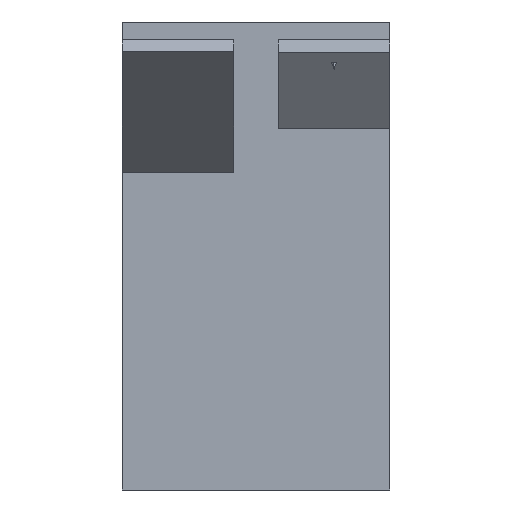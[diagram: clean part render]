
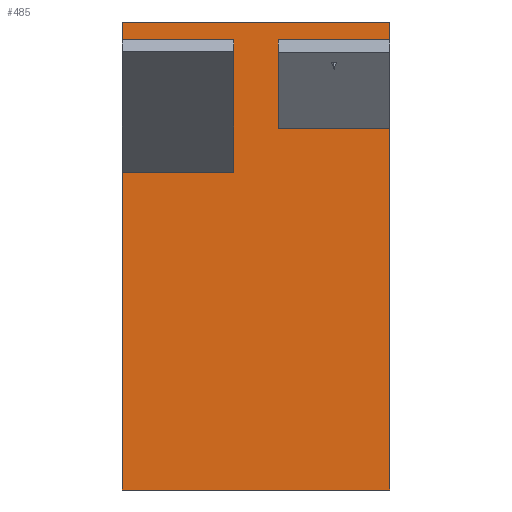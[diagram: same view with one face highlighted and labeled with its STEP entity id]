
A CAD part, left-side view. The second image highlights one B-rep face of the part: STEP entity #485.
In plain terms, the highlighted planar face has unit normal (-1, 0, 0).
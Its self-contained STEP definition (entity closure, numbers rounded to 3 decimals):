
#254=CARTESIAN_POINT('Vertex',(0.,0.,52.5)) ;
#275=CARTESIAN_POINT('Vertex',(0.,30.,52.5)) ;
#278=CARTESIAN_POINT('Line Origine',(0.,15.,52.5)) ;
#298=CARTESIAN_POINT('Line Origine',(0.,0.,47.317)) ;
#302=CARTESIAN_POINT('Vertex',(0.,0.,42.133)) ;
#323=CARTESIAN_POINT('Vertex',(0.,0.,40.537)) ;
#326=CARTESIAN_POINT('Line Origine',(0.,0.,20.269)) ;
#330=CARTESIAN_POINT('Vertex',(0.,0.,0.)) ;
#407=CARTESIAN_POINT('Axis2P3D Location',(0.,30.,0.)) ;
#412=CARTESIAN_POINT('Line Origine',(0.,12.5,41.335)) ;
#416=CARTESIAN_POINT('Vertex',(0.,12.5,40.537)) ;
#418=CARTESIAN_POINT('Vertex',(0.,12.5,42.133)) ;
#421=CARTESIAN_POINT('Line Origine',(0.,6.25,42.133)) ;
#426=CARTESIAN_POINT('Line Origine',(0.,30.,44.933)) ;
#430=CARTESIAN_POINT('Vertex',(0.,30.,37.365)) ;
#433=CARTESIAN_POINT('Line Origine',(0.,23.75,37.365)) ;
#437=CARTESIAN_POINT('Vertex',(0.,17.5,37.365)) ;
#440=CARTESIAN_POINT('Line Origine',(0.,17.5,36.499)) ;
#444=CARTESIAN_POINT('Vertex',(0.,17.5,35.633)) ;
#447=CARTESIAN_POINT('Line Origine',(0.,23.75,35.633)) ;
#451=CARTESIAN_POINT('Vertex',(0.,30.,35.633)) ;
#454=CARTESIAN_POINT('Line Origine',(0.,30.,17.817)) ;
#458=CARTESIAN_POINT('Vertex',(0.,30.,0.)) ;
#461=CARTESIAN_POINT('Line Origine',(0.,15.,0.)) ;
#466=CARTESIAN_POINT('Line Origine',(0.,6.25,40.537)) ;
#280=VECTOR('Line Direction',#279,1.) ;
#300=VECTOR('Line Direction',#299,1.) ;
#328=VECTOR('Line Direction',#327,1.) ;
#414=VECTOR('Line Direction',#413,1.) ;
#423=VECTOR('Line Direction',#422,1.) ;
#428=VECTOR('Line Direction',#427,1.) ;
#435=VECTOR('Line Direction',#434,1.) ;
#442=VECTOR('Line Direction',#441,1.) ;
#449=VECTOR('Line Direction',#448,1.) ;
#456=VECTOR('Line Direction',#455,1.) ;
#463=VECTOR('Line Direction',#462,1.) ;
#468=VECTOR('Line Direction',#467,1.) ;
#279=DIRECTION('Vector Direction',(0.,-1.,0.)) ;
#299=DIRECTION('Vector Direction',(0.,0.,1.)) ;
#327=DIRECTION('Vector Direction',(0.,0.,1.)) ;
#408=DIRECTION('Axis2P3D Direction',(1.,-0.,0.)) ;
#409=DIRECTION('Axis2P3D XDirection',(0.,0.,-1.)) ;
#413=DIRECTION('Vector Direction',(0.,0.,1.)) ;
#422=DIRECTION('Vector Direction',(0.,-1.,0.)) ;
#427=DIRECTION('Vector Direction',(0.,0.,1.)) ;
#434=DIRECTION('Vector Direction',(0.,-1.,0.)) ;
#441=DIRECTION('Vector Direction',(0.,0.,1.)) ;
#448=DIRECTION('Vector Direction',(0.,1.,0.)) ;
#455=DIRECTION('Vector Direction',(0.,0.,1.)) ;
#462=DIRECTION('Vector Direction',(0.,-1.,0.)) ;
#467=DIRECTION('Vector Direction',(0.,-1.,0.)) ;
#410=AXIS2_PLACEMENT_3D('Plane Axis2P3D',#407,#408,#409) ;
#281=LINE('Line',#278,#280) ;
#301=LINE('Line',#298,#300) ;
#329=LINE('Line',#326,#328) ;
#415=LINE('Line',#412,#414) ;
#424=LINE('Line',#421,#423) ;
#429=LINE('Line',#426,#428) ;
#436=LINE('Line',#433,#435) ;
#443=LINE('Line',#440,#442) ;
#450=LINE('Line',#447,#449) ;
#457=LINE('Line',#454,#456) ;
#464=LINE('Line',#461,#463) ;
#469=LINE('Line',#466,#468) ;
#411=PLANE('',#410) ;
#282=EDGE_CURVE('',#276,#255,#281,.T.) ;
#304=EDGE_CURVE('',#303,#255,#301,.T.) ;
#332=EDGE_CURVE('',#331,#324,#329,.T.) ;
#420=EDGE_CURVE('',#417,#419,#415,.T.) ;
#425=EDGE_CURVE('',#419,#303,#424,.T.) ;
#432=EDGE_CURVE('',#431,#276,#429,.T.) ;
#439=EDGE_CURVE('',#431,#438,#436,.T.) ;
#446=EDGE_CURVE('',#445,#438,#443,.T.) ;
#453=EDGE_CURVE('',#445,#452,#450,.T.) ;
#460=EDGE_CURVE('',#459,#452,#457,.T.) ;
#465=EDGE_CURVE('',#459,#331,#464,.T.) ;
#470=EDGE_CURVE('',#417,#324,#469,.T.) ;
#472=ORIENTED_EDGE('',*,*,#420,.T.) ;
#473=ORIENTED_EDGE('',*,*,#425,.T.) ;
#474=ORIENTED_EDGE('',*,*,#304,.T.) ;
#475=ORIENTED_EDGE('',*,*,#282,.F.) ;
#476=ORIENTED_EDGE('',*,*,#432,.F.) ;
#477=ORIENTED_EDGE('',*,*,#439,.T.) ;
#478=ORIENTED_EDGE('',*,*,#446,.F.) ;
#479=ORIENTED_EDGE('',*,*,#453,.T.) ;
#480=ORIENTED_EDGE('',*,*,#460,.F.) ;
#481=ORIENTED_EDGE('',*,*,#465,.T.) ;
#482=ORIENTED_EDGE('',*,*,#332,.T.) ;
#483=ORIENTED_EDGE('',*,*,#470,.F.) ;
#471=EDGE_LOOP('',(#472,#473,#474,#475,#476,#477,#478,#479,#480,#481,#482,#483)) ;
#255=VERTEX_POINT('',#254) ;
#276=VERTEX_POINT('',#275) ;
#303=VERTEX_POINT('',#302) ;
#324=VERTEX_POINT('',#323) ;
#331=VERTEX_POINT('',#330) ;
#417=VERTEX_POINT('',#416) ;
#419=VERTEX_POINT('',#418) ;
#431=VERTEX_POINT('',#430) ;
#438=VERTEX_POINT('',#437) ;
#445=VERTEX_POINT('',#444) ;
#452=VERTEX_POINT('',#451) ;
#459=VERTEX_POINT('',#458) ;
#485=ADVANCED_FACE('Aufsatz-Linear austragen5',(#484),#411,.F.) ;
#484=FACE_OUTER_BOUND('',#471,.T.) ;
